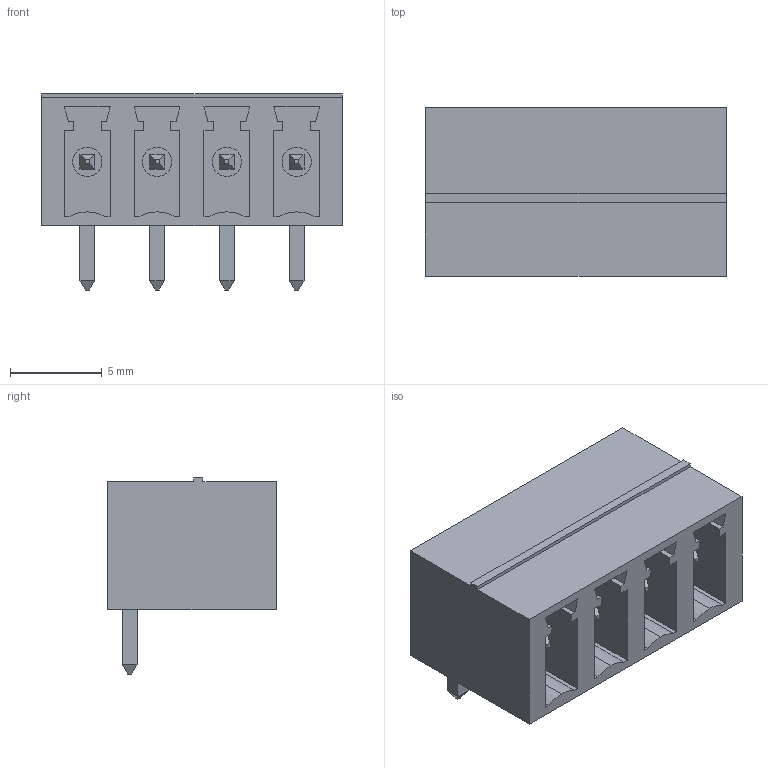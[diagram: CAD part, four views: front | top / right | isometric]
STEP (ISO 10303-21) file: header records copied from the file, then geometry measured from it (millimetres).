
FILE_DESCRIPTION (( 'STEP AP214' ), '1' );
FILE_NAME ('CONN-TH_4P-P3.81_OQ0432510000G.step', '2022-07-29T17:28:53', ( '' ), ( '' ), 'SwSTEP 2.0', 'SolidWorks 2020', '' );
FILE_SCHEMA (( 'AUTOMOTIVE_DESIGN' ));
Length unit declared in the file: millimetre
Products named in the file (1): CONN-TH_4P-P3.81_OQ0432510000G
Bounding box: 16.43 x 9.2 x 10.7 mm (x, y, z)
Volume: 713.6 mm3; surface area: 1353.5 mm2
Topology: 14 solids, 14 shells, 496 faces, 1303 edges, 858 vertices
Faces by surface type: plane 360, bspline 112, cylinder 24
Entity records: 21902 total; most frequent: CARTESIAN_POINT 4762, ORIENTED_EDGE 2606, DIRECTION 1893, EDGE_CURVE 1303, LINE 1027, VECTOR 1027, VERTEX_POINT 858, EDGE_LOOP 531
